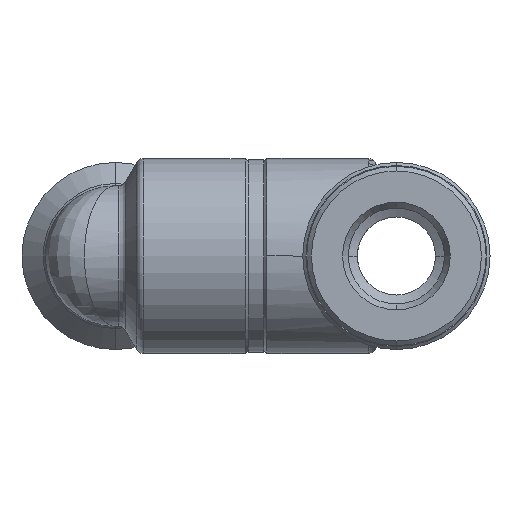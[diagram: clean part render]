
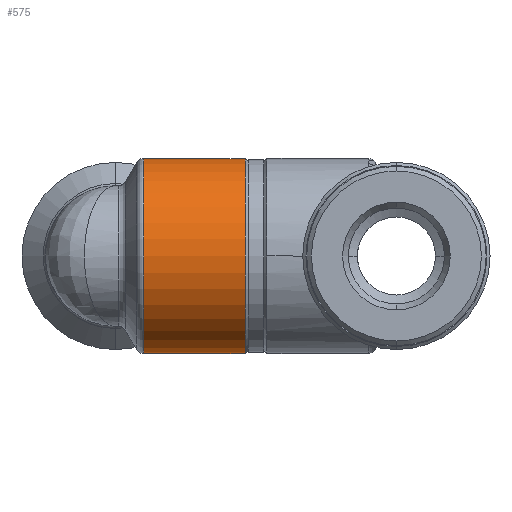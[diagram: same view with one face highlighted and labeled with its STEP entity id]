
A CAD part, left-side view. The second image highlights one B-rep face of the part: STEP entity #575.
In plain terms, the highlighted cylindrical face has radius 6.25 mm (diameter 12.5 mm), a partial arc.
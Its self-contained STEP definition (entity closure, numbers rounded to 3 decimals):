
#475 = ORIENTED_EDGE ( 'NONE', *, *, #4875, .T. ) ;
#476 = ORIENTED_EDGE ( 'NONE', *, *, #4854, .T. ) ;
#530 = ORIENTED_EDGE ( 'NONE', *, *, #4876, .T. ) ;
#564 = ORIENTED_EDGE ( 'NONE', *, *, #4915, .F. ) ;
#571 = EDGE_LOOP ( 'NONE', ( #564, #476, #475, #530 ) ) ;
#575 = ADVANCED_FACE ( 'NONE', ( #1122 ), #1159, .T. ) ;
#761 = VERTEX_POINT ( 'NONE', #1589 ) ;
#1122 = FACE_OUTER_BOUND ( 'NONE', #571, .T. ) ;
#1159 = CYLINDRICAL_SURFACE ( 'NONE', #1170, 6.25 ) ;
#1163 = CARTESIAN_POINT ( 'NONE',  ( 0., 14.805, 0. ) ) ;
#1165 = DIRECTION ( 'NONE',  ( 0., 1., 0. ) ) ;
#1169 = DIRECTION ( 'NONE',  ( 0., 0., 1. ) ) ;
#1170 = AXIS2_PLACEMENT_3D ( 'NONE', #1163, #1165, #1169 ) ;
#1589 = CARTESIAN_POINT ( 'NONE',  ( 0., 0.7, -6.25 ) ) ;
#2126 = DIRECTION ( 'NONE',  ( 0., 0., 1. ) ) ;
#2127 = DIRECTION ( 'NONE',  ( 0., 1., 0. ) ) ;
#2128 = CARTESIAN_POINT ( 'NONE',  ( 0., 0.7, 0. ) ) ;
#2129 = AXIS2_PLACEMENT_3D ( 'NONE', #2128, #2127, #2126 ) ;
#2131 = CIRCLE ( 'NONE', #2129, 6.25 ) ;
#2138 = CARTESIAN_POINT ( 'NONE',  ( 0., 0.7, 6.25 ) ) ;
#2173 = DIRECTION ( 'NONE',  ( 0., 0., -1. ) ) ;
#2174 = DIRECTION ( 'NONE',  ( 0., -1., 0. ) ) ;
#2175 = CARTESIAN_POINT ( 'NONE',  ( 0., 7.211, 0. ) ) ;
#2176 = AXIS2_PLACEMENT_3D ( 'NONE', #2175, #2174, #2173 ) ;
#2185 = CIRCLE ( 'NONE', #2176, 6.25 ) ;
#2186 = DIRECTION ( 'NONE',  ( 0., 1., 0. ) ) ;
#2187 = VECTOR ( 'NONE', #2186, 1000. ) ;
#2188 = CARTESIAN_POINT ( 'NONE',  ( 0., 14.805, 6.25 ) ) ;
#2189 = LINE ( 'NONE', #2188, #2187 ) ;
#2257 = DIRECTION ( 'NONE',  ( 0., 1., 0. ) ) ;
#2258 = VECTOR ( 'NONE', #2257, 1000. ) ;
#2259 = CARTESIAN_POINT ( 'NONE',  ( 0., 14.805, -6.25 ) ) ;
#2260 = LINE ( 'NONE', #2259, #2258 ) ;
#2406 = CARTESIAN_POINT ( 'NONE',  ( 0., 7.211, 6.25 ) ) ;
#2442 = CARTESIAN_POINT ( 'NONE',  ( 0., 7.211, -6.25 ) ) ;
#4839 = VERTEX_POINT ( 'NONE', #2138 ) ;
#4854 = EDGE_CURVE ( 'NONE', #761, #4839, #2131, .T. ) ;
#4875 = EDGE_CURVE ( 'NONE', #4839, #4981, #2189, .T. ) ;
#4876 = EDGE_CURVE ( 'NONE', #4981, #4973, #2185, .T. ) ;
#4915 = EDGE_CURVE ( 'NONE', #761, #4973, #2260, .T. ) ;
#4973 = VERTEX_POINT ( 'NONE', #2442 ) ;
#4981 = VERTEX_POINT ( 'NONE', #2406 ) ;
